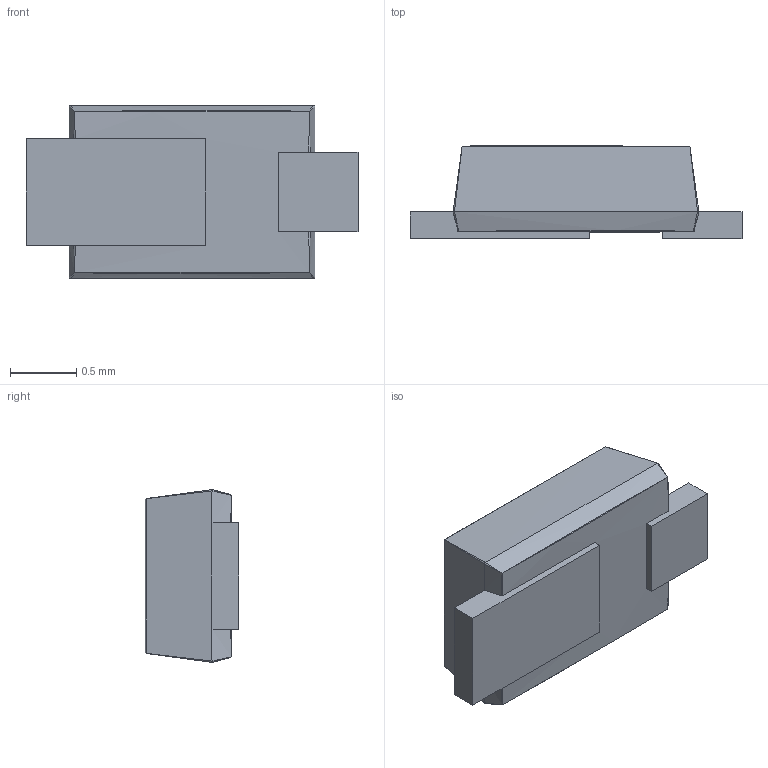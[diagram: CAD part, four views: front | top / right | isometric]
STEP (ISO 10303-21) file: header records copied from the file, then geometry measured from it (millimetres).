
FILE_DESCRIPTION (( 'STEP AP214' ), '1' );
FILE_NAME ('User Library-SOD-323FL.STEP', '2022-03-07T18:52:40', ( '' ), ( '' ), 'SwSTEP 2.0', 'SolidWorks 2021', '' );
FILE_SCHEMA (( 'AUTOMOTIVE_DESIGN' ));
Length unit declared in the file: millimetre
Products named in the file (4): SOD-323FL_BODY; SOD-323FL_LEG1; SOD-323FL_LEG2; User Library-SOD-323FL
Assembly tree (3 placements, depth 2):
  User Library-SOD-323FL
    SOD-323FL_LEG1
    SOD-323FL_BODY
    SOD-323FL_LEG2
Bounding box: 2.5 x 0.7 x 1.3 mm (x, y, z)
Volume: 1.6 mm3; surface area: 12.8 mm2
Topology: 3 solids, 3 shells, 55 faces, 109 edges, 56 vertices
Faces by surface type: plane 37, cylinder 18
Entity records: 2066 total; most frequent: CARTESIAN_POINT 234, DIRECTION 227, ORIENTED_EDGE 210, EDGE_CURVE 105, LINE 97, VECTOR 97, UNCERTAINTY_MEASURE_WITH_UNIT 65, AXIS2_PLACEMENT_3D 65
